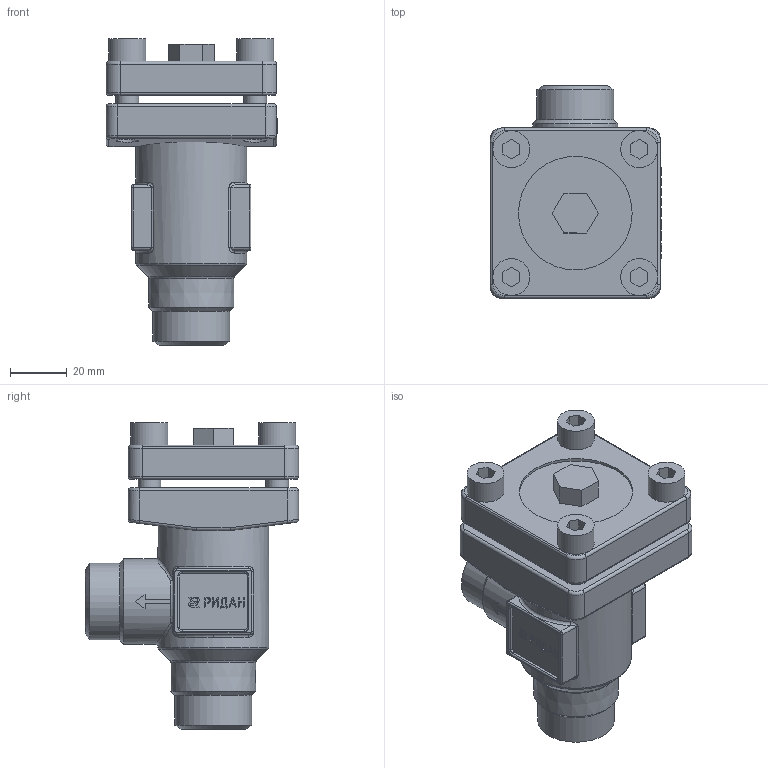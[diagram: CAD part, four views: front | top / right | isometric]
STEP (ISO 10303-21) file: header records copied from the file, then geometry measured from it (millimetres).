
FILE_DESCRIPTION(('TFLEX Exchange Step'),'2;1');
FILE_NAME('148B0020R.stp', '2024-05-02T16:56:35+03:00',('RUCO3378'),('Unknown organisation'),'TFLEX Exchange 2024.2','T-FLEX CAD','Unknown authorisation');
FILE_SCHEMA( ('AP203_CONFIGURATION_CONTROLLED_3D_DESIGN_OF_MECHANICAL_PARTS_AND_ASSEMBLIES_MIM_LF') );
Length unit declared in the file: millimetre
Products named in the file (1): Assembly
Bounding box: 60.5 x 75 x 108 mm (x, y, z)
Volume: 150206.7 mm3; surface area: 45272.2 mm2
Topology: 15 solids, 18 shells, 828 faces, 2162 edges, 1404 vertices
Faces by surface type: plane 363, bspline 317, cylinder 96, torus 38, cone 8, sphere 6
Full cylindrical faces by diameter (mm): 8 x12, 13 x4, 19 x2, 27 x2, 30 x1, 38.96 x1, 40 x1
Entity records: 31197 total; most frequent: CARTESIAN_POINT 12888, ORIENTED_EDGE 4309, DIRECTION 2750, EDGE_CURVE 2156, VERTEX_POINT 1404, VECTOR 1242, LINE 1242, EDGE_LOOP 909
